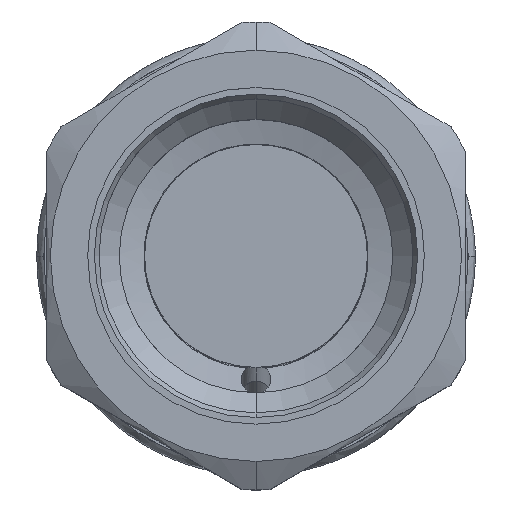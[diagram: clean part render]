
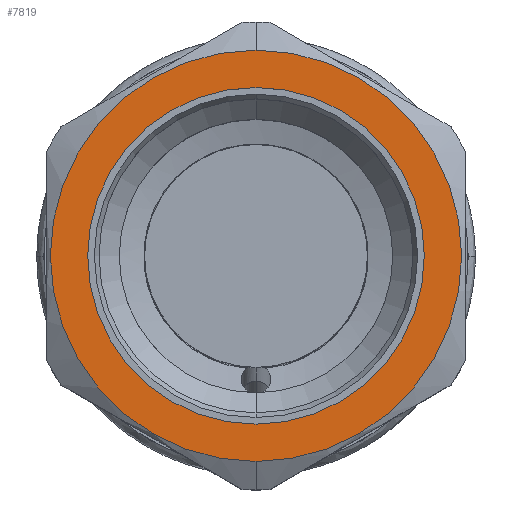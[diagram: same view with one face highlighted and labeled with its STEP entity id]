
A CAD part, top view. The second image highlights one B-rep face of the part: STEP entity #7819.
In plain terms, the highlighted planar face has unit normal (0, 0, 1).
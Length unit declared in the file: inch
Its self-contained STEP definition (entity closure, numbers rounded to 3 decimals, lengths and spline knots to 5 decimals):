
#707=CARTESIAN_POINT('',(0.,0.,3.1575));
#708=DIRECTION('',(0.,0.,1.));
#709=DIRECTION('',(0.,-1.,0.));
#710=AXIS2_PLACEMENT_3D('',#707,#708,#709);
#712=CARTESIAN_POINT('',(0.,0.,3.1575));
#713=DIRECTION('',(0.,0.,1.));
#714=DIRECTION('',(0.,1.,0.));
#715=AXIS2_PLACEMENT_3D('',#712,#713,#714);
#717=CARTESIAN_POINT('',(0.,0.,3.1575));
#718=DIRECTION('',(0.,0.,1.));
#719=DIRECTION('',(0.,-1.,0.));
#720=AXIS2_PLACEMENT_3D('',#717,#718,#719);
#722=CARTESIAN_POINT('',(0.,0.,3.1575));
#723=DIRECTION('',(0.,0.,1.));
#724=DIRECTION('',(0.,1.,0.));
#725=AXIS2_PLACEMENT_3D('',#722,#723,#724);
#6068=CARTESIAN_POINT('',(0.,-0.43,3.1575));
#6069=CARTESIAN_POINT('',(0.,0.43,3.1575));
#6070=VERTEX_POINT('',#6068);
#6071=VERTEX_POINT('',#6069);
#6186=CARTESIAN_POINT('',(0.,-0.352,3.1575));
#6187=CARTESIAN_POINT('',(0.,0.352,3.1575));
#6188=VERTEX_POINT('',#6186);
#6189=VERTEX_POINT('',#6187);
#7803=CARTESIAN_POINT('',(0.,0.,3.1575));
#7804=DIRECTION('',(0.,0.,1.));
#7805=DIRECTION('',(0.,1.,0.));
#7806=AXIS2_PLACEMENT_3D('',#7803,#7804,#7805);
#7807=PLANE('',#7806);
#7809=ORIENTED_EDGE('',*,*,#7808,.F.);
#7811=ORIENTED_EDGE('',*,*,#7810,.F.);
#7812=EDGE_LOOP('',(#7809,#7811));
#7813=FACE_OUTER_BOUND('',#7812,.F.);
#7814=ORIENTED_EDGE('',*,*,#7786,.T.);
#7816=ORIENTED_EDGE('',*,*,#7815,.T.);
#7817=EDGE_LOOP('',(#7814,#7816));
#7818=FACE_BOUND('',#7817,.F.);
#711=CIRCLE('',#710,0.43);
#716=CIRCLE('',#715,0.43);
#721=CIRCLE('',#720,0.352);
#726=CIRCLE('',#725,0.352);
#7786=EDGE_CURVE('',#6188,#6189,#721,.T.);
#7808=EDGE_CURVE('',#6070,#6071,#711,.T.);
#7810=EDGE_CURVE('',#6071,#6070,#716,.T.);
#7815=EDGE_CURVE('',#6189,#6188,#726,.T.);
#7819=ADVANCED_FACE('',(#7813,#7818),#7807,.T.);
